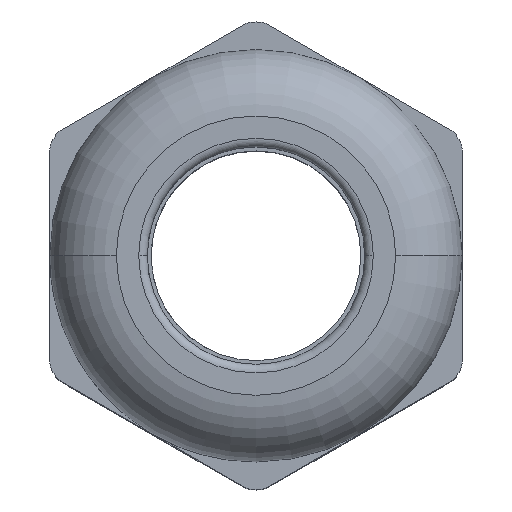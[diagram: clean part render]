
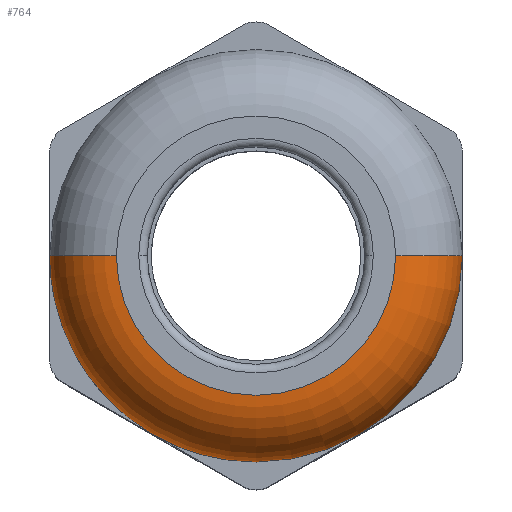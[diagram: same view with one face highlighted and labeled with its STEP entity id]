
A CAD part, top view. The second image highlights one B-rep face of the part: STEP entity #764.
In plain terms, the highlighted toroidal (fillet/blend) face has major radius 7.819 mm and minor radius 4.181 mm.
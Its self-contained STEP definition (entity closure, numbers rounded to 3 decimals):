
#549=AXIS2_PLACEMENT_3D('Circle Axis2P3D',#547,#548,$) ;
#728=AXIS2_PLACEMENT_3D('Torus Axis2P3D',#725,#726,#727) ;
#732=AXIS2_PLACEMENT_3D('Circle Axis2P3D',#730,#731,$) ;
#739=AXIS2_PLACEMENT_3D('Circle Axis2P3D',#737,#738,$) ;
#746=AXIS2_PLACEMENT_3D('Circle Axis2P3D',#744,#745,$) ;
#753=AXIS2_PLACEMENT_3D('Circle Axis2P3D',#751,#752,$) ;
#471=CARTESIAN_POINT('Vertex',(12.,1.605,35.33)) ;
#475=CARTESIAN_POINT('Control Point',(12.,1.605,35.33)) ;
#476=CARTESIAN_POINT('Control Point',(8.23,1.605,35.33)) ;
#477=CARTESIAN_POINT('Control Point',(4.457,3.081,35.33)) ;
#478=CARTESIAN_POINT('Control Point',(1.476,6.062,35.33)) ;
#479=CARTESIAN_POINT('Control Point',(0.,9.835,35.33)) ;
#480=CARTESIAN_POINT('Control Point',(0.,13.605,35.33)) ;
#481=CARTESIAN_POINT('Vertex',(0.,13.605,35.33)) ;
#544=CARTESIAN_POINT('Vertex',(24.,13.605,35.33)) ;
#547=CARTESIAN_POINT('Axis2P3D Location',(12.,13.605,35.33)) ;
#725=CARTESIAN_POINT('Axis2P3D Location',(12.,13.605,35.33)) ;
#730=CARTESIAN_POINT('Axis2P3D Location',(19.819,13.605,35.33)) ;
#734=CARTESIAN_POINT('Vertex',(20.125,13.605,39.5)) ;
#737=CARTESIAN_POINT('Axis2P3D Location',(12.,13.605,39.5)) ;
#741=CARTESIAN_POINT('Vertex',(12.,5.48,39.5)) ;
#744=CARTESIAN_POINT('Axis2P3D Location',(12.,13.605,39.5)) ;
#748=CARTESIAN_POINT('Vertex',(3.875,13.605,39.5)) ;
#751=CARTESIAN_POINT('Axis2P3D Location',(4.181,13.605,35.33)) ;
#548=DIRECTION('Axis2P3D Direction',(0.,0.,-1.)) ;
#726=DIRECTION('Axis2P3D Direction',(0.,0.,-1.)) ;
#727=DIRECTION('Axis2P3D XDirection',(1.,0.,0.)) ;
#731=DIRECTION('Axis2P3D Direction',(0.,1.,0.)) ;
#738=DIRECTION('Axis2P3D Direction',(0.,0.,-1.)) ;
#745=DIRECTION('Axis2P3D Direction',(0.,0.,-1.)) ;
#752=DIRECTION('Axis2P3D Direction',(0.,-1.,0.)) ;
#757=ORIENTED_EDGE('',*,*,#736,.F.) ;
#758=ORIENTED_EDGE('',*,*,#743,.T.) ;
#759=ORIENTED_EDGE('',*,*,#750,.T.) ;
#760=ORIENTED_EDGE('',*,*,#755,.F.) ;
#761=ORIENTED_EDGE('',*,*,#483,.F.) ;
#762=ORIENTED_EDGE('',*,*,#551,.F.) ;
#764=ADVANCED_FACE('Hauptk\X2\00F6\X0\rper',(#763),#729,.T.) ;
#474=B_SPLINE_CURVE_WITH_KNOTS('',5,(#475,#476,#477,#478,#479,#480),.UNSPECIFIED.,.F.,.U.,(6,6),(-9.425,9.425),.UNSPECIFIED.) ;
#550=CIRCLE('generated circle',#549,12.) ;
#733=CIRCLE('generated circle',#732,4.181) ;
#740=CIRCLE('generated circle',#739,8.125) ;
#747=CIRCLE('generated circle',#746,8.125) ;
#754=CIRCLE('generated circle',#753,4.181) ;
#729=TOROIDAL_SURFACE('homeo Torus',#728,7.819,4.181) ;
#483=EDGE_CURVE('',#472,#482,#474,.T.) ;
#551=EDGE_CURVE('',#545,#472,#550,.T.) ;
#736=EDGE_CURVE('',#735,#545,#733,.T.) ;
#743=EDGE_CURVE('',#735,#742,#740,.T.) ;
#750=EDGE_CURVE('',#742,#749,#747,.T.) ;
#755=EDGE_CURVE('',#482,#749,#754,.F.) ;
#756=EDGE_LOOP('',(#757,#758,#759,#760,#761,#762)) ;
#763=FACE_OUTER_BOUND('',#756,.T.) ;
#472=VERTEX_POINT('',#471) ;
#482=VERTEX_POINT('',#481) ;
#545=VERTEX_POINT('',#544) ;
#735=VERTEX_POINT('',#734) ;
#742=VERTEX_POINT('',#741) ;
#749=VERTEX_POINT('',#748) ;
